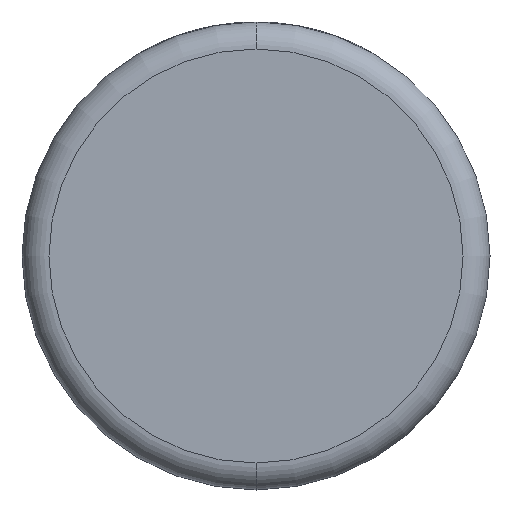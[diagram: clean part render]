
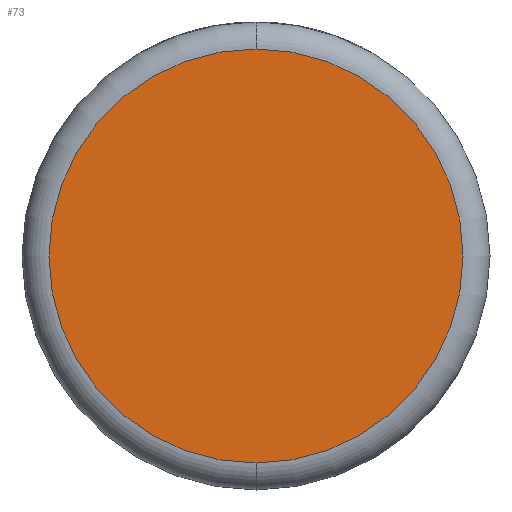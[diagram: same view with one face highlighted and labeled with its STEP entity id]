
A CAD part, front view. The second image highlights one B-rep face of the part: STEP entity #73.
In plain terms, the highlighted planar face has unit normal (0, -1, 0).
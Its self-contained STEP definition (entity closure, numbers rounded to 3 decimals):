
#73 = ADVANCED_FACE ( 'NONE', ( #1256 ), #484, .F. ) ;
#75 = DIRECTION ( 'NONE',  ( 0., -1., 0. ) ) ;
#202 = VERTEX_POINT ( 'NONE', #276 ) ;
#276 = CARTESIAN_POINT ( 'NONE',  ( 0., 0., -13.714 ) ) ;
#484 = PLANE ( 'NONE',  #851 ) ;
#525 = CARTESIAN_POINT ( 'NONE',  ( 0., 0., 0. ) ) ;
#641 = DIRECTION ( 'NONE',  ( 0., 0., 1. ) ) ;
#795 = VERTEX_POINT ( 'NONE', #3069 ) ;
#851 = AXIS2_PLACEMENT_3D ( 'NONE', #1504, #1177, #2463 ) ;
#1177 = DIRECTION ( 'NONE',  ( 0., 1., 0. ) ) ;
#1217 = AXIS2_PLACEMENT_3D ( 'NONE', #525, #2156, #2181 ) ;
#1256 = FACE_OUTER_BOUND ( 'NONE', #3336, .T. ) ;
#1354 = CARTESIAN_POINT ( 'NONE',  ( 0., 0., 0. ) ) ;
#1504 = CARTESIAN_POINT ( 'NONE',  ( 0., 0., 0. ) ) ;
#2156 = DIRECTION ( 'NONE',  ( 0., -1., 0. ) ) ;
#2181 = DIRECTION ( 'NONE',  ( 0., 0., 1. ) ) ;
#2382 = CIRCLE ( 'NONE', #3217, 13.714 ) ;
#2463 = DIRECTION ( 'NONE',  ( 0., 0., 1. ) ) ;
#2498 = EDGE_CURVE ( 'NONE', #202, #795, #2382, .T. ) ;
#2674 = ORIENTED_EDGE ( 'NONE', *, *, #2498, .T. ) ;
#3065 = CIRCLE ( 'NONE', #1217, 13.714 ) ;
#3069 = CARTESIAN_POINT ( 'NONE',  ( 0., 0., 13.714 ) ) ;
#3217 = AXIS2_PLACEMENT_3D ( 'NONE', #1354, #75, #641 ) ;
#3336 = EDGE_LOOP ( 'NONE', ( #3354, #2674 ) ) ;
#3354 = ORIENTED_EDGE ( 'NONE', *, *, #4214, .T. ) ;
#4214 = EDGE_CURVE ( 'NONE', #795, #202, #3065, .T. ) ;
